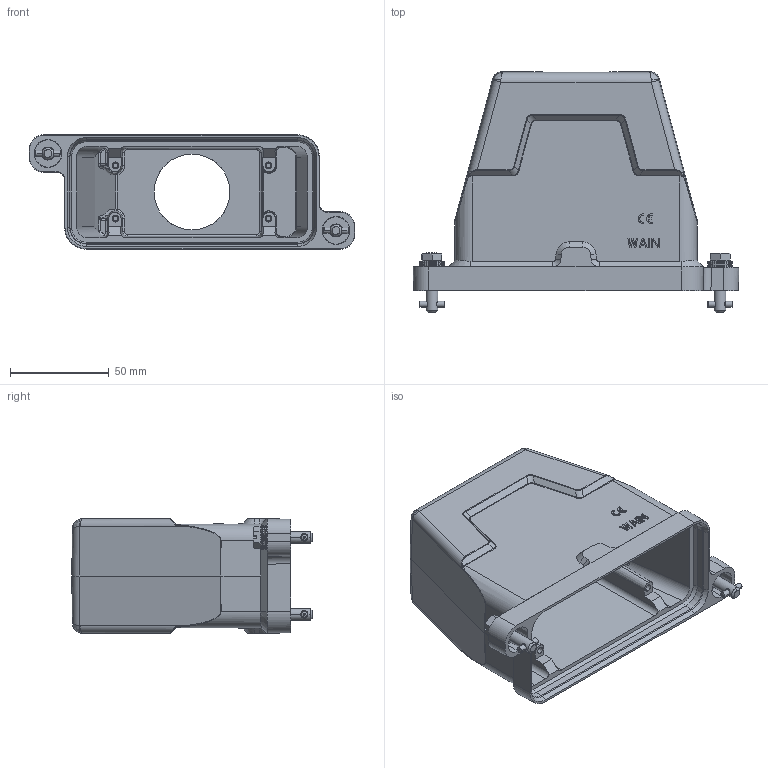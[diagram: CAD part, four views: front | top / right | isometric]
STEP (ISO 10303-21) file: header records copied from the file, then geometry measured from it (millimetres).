
FILE_DESCRIPTION(/* description */ (''),/* implementation_level */ '2;1');
FILE_NAME(/* name */ '3D_1136164405005_HP16B_H-TEH-2T-M40_V1.1STP.stp',/* time_stamp */ '2024-02-01T16:10:39+08:00',/* author */ (''),/* organization */ (''),/* preprocessor_version */ 'ST-DEVELOPER v18.1',/* originating_system */ 'SIEMENS PLM Software NX 1980',/* authorisation */ '');
FILE_SCHEMA (('AP203_CONFIGURATION_CONTROLLED_3D_DESIGN_OF_MECHANICAL_PARTS_AND_ASSEMBLIES_MIM_LF { 1 0 10303 403 2 1 2}'));
Length unit declared in the file: millimetre
Products named in the file (1): temp1
Bounding box: 165 x 121.95 x 58 mm (x, y, z)
Volume: 221260.2 mm3; surface area: 83291.3 mm2
Topology: 3 solids, 7 shells, 794 faces, 2083 edges, 1330 vertices
Faces by surface type: plane 385, cylinder 184, cone 94, bspline 71, torus 45, sphere 14, revolution 1
Entity records: 33170 total; most frequent: CARTESIAN_POINT 15455, ORIENTED_EDGE 4166, DIRECTION 2880, EDGE_CURVE 2083, VERTEX_POINT 1330, AXIS2_PLACEMENT_3D 970, LINE 939, VECTOR 939
